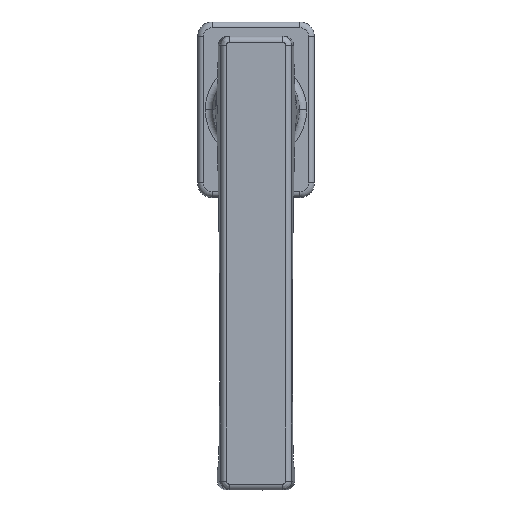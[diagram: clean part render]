
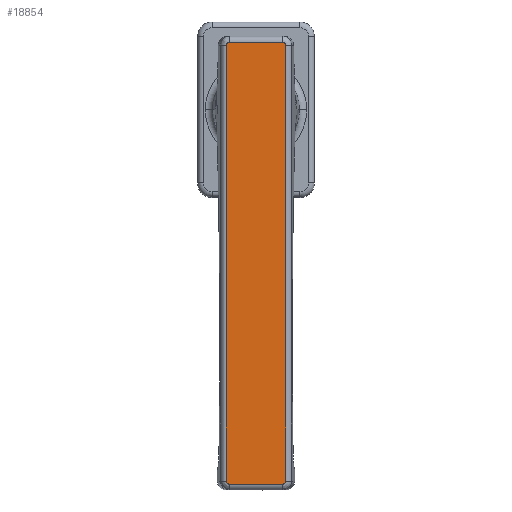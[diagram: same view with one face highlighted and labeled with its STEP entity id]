
A CAD part, top view. The second image highlights one B-rep face of the part: STEP entity #18854.
In plain terms, the highlighted face is planar.
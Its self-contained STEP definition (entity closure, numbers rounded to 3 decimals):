
#249 = EDGE_CURVE ( 'NONE', #18478, #18479, #16034, .T. ) ;
#250 = EDGE_CURVE ( 'NONE', #18477, #18478, #15809, .T. ) ;
#251 = EDGE_CURVE ( 'NONE', #18479, #18480, #15812, .T. ) ;
#252 = EDGE_CURVE ( 'NONE', #18480, #18481, #16033, .T. ) ;
#253 = EDGE_CURVE ( 'NONE', #18481, #18482, #15823, .T. ) ;
#254 = EDGE_CURVE ( 'NONE', #18482, #18483, #16035, .T. ) ;
#255 = EDGE_CURVE ( 'NONE', #18483, #18484, #15833, .T. ) ;
#256 = EDGE_CURVE ( 'NONE', #18484, #18477, #16036, .T. ) ;
#822 = CARTESIAN_POINT ( 'NONE',  ( -30., -128., -9.127 ) ) ;
#823 = CARTESIAN_POINT ( 'NONE',  ( -30., -128., 9.127 ) ) ;
#824 = CARTESIAN_POINT ( 'NONE',  ( -30., -127., 10.129 ) ) ;
#825 = CARTESIAN_POINT ( 'NONE',  ( -30., 22., 10.129 ) ) ;
#826 = CARTESIAN_POINT ( 'NONE',  ( -30., 23., 9.127 ) ) ;
#827 = CARTESIAN_POINT ( 'NONE',  ( -30., 23., -9.127 ) ) ;
#828 = CARTESIAN_POINT ( 'NONE',  ( -30., 22., -10.129 ) ) ;
#829 = CARTESIAN_POINT ( 'NONE',  ( -30., -127., -10.129 ) ) ;
#9662 = PLANE ( 'NONE',  #10144 ) ;
#9663 = CARTESIAN_POINT ( 'NONE',  ( -30., 25., 15. ) ) ;
#9664 = DIRECTION ( 'NONE',  ( 1., 0., 0. ) ) ;
#9665 = DIRECTION ( 'NONE',  ( 0., 1., 0. ) ) ;
#10140 = FACE_OUTER_BOUND ( 'NONE', #18055, .T. ) ;
#10144 = AXIS2_PLACEMENT_3D ( 'NONE', #9663, #9664, #9665 ) ;
#14681 = VECTOR ( 'NONE', #15811, 1000. ) ;
#14682 = VECTOR ( 'NONE', #15814, 1000. ) ;
#14684 = VECTOR ( 'NONE', #15825, 1000. ) ;
#14686 = VECTOR ( 'NONE', #15835, 1000. ) ;
#15804 = CARTESIAN_POINT ( 'NONE',  ( -30., -128., 9.127 ) ) ;
#15805 = CARTESIAN_POINT ( 'NONE',  ( -30., -128., 9.714 ) ) ;
#15806 = CARTESIAN_POINT ( 'NONE',  ( -30., -127.586, 10.129 ) ) ;
#15807 = CARTESIAN_POINT ( 'NONE',  ( -30., -127., 10.129 ) ) ;
#15808 = CARTESIAN_POINT ( 'NONE',  ( -30., 22., 10.129 ) ) ;
#15809 = LINE ( 'NONE', #15810, #14681 ) ;
#15810 = CARTESIAN_POINT ( 'NONE',  ( -30., -128., 15. ) ) ;
#15811 = DIRECTION ( 'NONE',  ( 0., 0., 1. ) ) ;
#15812 = LINE ( 'NONE', #15813, #14682 ) ;
#15813 = CARTESIAN_POINT ( 'NONE',  ( -30., 25., 10.129 ) ) ;
#15814 = DIRECTION ( 'NONE',  ( 0., 1., 0. ) ) ;
#15815 = CARTESIAN_POINT ( 'NONE',  ( -30., 22.264, 10.129 ) ) ;
#15816 = CARTESIAN_POINT ( 'NONE',  ( -30., 22.523, 10.02 ) ) ;
#15817 = CARTESIAN_POINT ( 'NONE',  ( -30., 22.8, 9.742 ) ) ;
#15818 = CARTESIAN_POINT ( 'NONE',  ( -30., 22.874, 9.631 ) ) ;
#15819 = CARTESIAN_POINT ( 'NONE',  ( -30., 22.974, 9.389 ) ) ;
#15820 = CARTESIAN_POINT ( 'NONE',  ( -30., 23., 9.259 ) ) ;
#15821 = CARTESIAN_POINT ( 'NONE',  ( -30., 23., 9.127 ) ) ;
#15822 = CARTESIAN_POINT ( 'NONE',  ( -30., 23., -9.127 ) ) ;
#15823 = LINE ( 'NONE', #15824, #14684 ) ;
#15824 = CARTESIAN_POINT ( 'NONE',  ( -30., 23., 15. ) ) ;
#15825 = DIRECTION ( 'NONE',  ( 0., 0., -1. ) ) ;
#15826 = CARTESIAN_POINT ( 'NONE',  ( -30., 23., -9.391 ) ) ;
#15827 = CARTESIAN_POINT ( 'NONE',  ( -30., 22.892, -9.65 ) ) ;
#15828 = CARTESIAN_POINT ( 'NONE',  ( -30., 22.615, -9.928 ) ) ;
#15829 = CARTESIAN_POINT ( 'NONE',  ( -30., 22.504, -10.002 ) ) ;
#15830 = CARTESIAN_POINT ( 'NONE',  ( -30., 22.262, -10.103 ) ) ;
#15831 = CARTESIAN_POINT ( 'NONE',  ( -30., 22.132, -10.129 ) ) ;
#15832 = CARTESIAN_POINT ( 'NONE',  ( -30., 22., -10.129 ) ) ;
#15833 = LINE ( 'NONE', #15834, #14686 ) ;
#15834 = CARTESIAN_POINT ( 'NONE',  ( -30., 25., -10.129 ) ) ;
#15835 = DIRECTION ( 'NONE',  ( 0., -1., 0. ) ) ;
#15836 = CARTESIAN_POINT ( 'NONE',  ( -30., -127., -10.129 ) ) ;
#15837 = CARTESIAN_POINT ( 'NONE',  ( -30., -127.586, -10.129 ) ) ;
#15838 = CARTESIAN_POINT ( 'NONE',  ( -30., -128., -9.714 ) ) ;
#15839 = CARTESIAN_POINT ( 'NONE',  ( -30., -128., -9.127 ) ) ;
#16033 = B_SPLINE_CURVE_WITH_KNOTS ( 'NONE', 3,
 ( #15808, #15815, #15816, #15817, #15818, #15819, #15820, #15821 ),
 .UNSPECIFIED., .F., .F.,
 ( 4, 2, 2, 4 ),
 ( 0., 0.001, 0.001, 0.002 ),
 .UNSPECIFIED. ) ;
#16034 =( BOUNDED_CURVE ( )  B_SPLINE_CURVE ( 3, ( #15804, #15805, #15806, #15807 ),
 .UNSPECIFIED., .F., .T. ) 
 B_SPLINE_CURVE_WITH_KNOTS ( ( 4, 4 ),
 ( 1.571, 3.142 ),
 .UNSPECIFIED. ) 
 CURVE ( )  GEOMETRIC_REPRESENTATION_ITEM ( )  RATIONAL_B_SPLINE_CURVE ( ( 1., 0.805, 0.805, 1. ) ) 
 REPRESENTATION_ITEM ( '' )  );
#16035 = B_SPLINE_CURVE_WITH_KNOTS ( 'NONE', 3,
 ( #15822, #15826, #15827, #15828, #15829, #15830, #15831, #15832 ),
 .UNSPECIFIED., .F., .F.,
 ( 4, 2, 2, 4 ),
 ( 0., 0.001, 0.001, 0.002 ),
 .UNSPECIFIED. ) ;
#16036 =( BOUNDED_CURVE ( )  B_SPLINE_CURVE ( 3, ( #15836, #15837, #15838, #15839 ),
 .UNSPECIFIED., .F., .T. ) 
 B_SPLINE_CURVE_WITH_KNOTS ( ( 4, 4 ),
 ( 0., 1.571 ),
 .UNSPECIFIED. ) 
 CURVE ( )  GEOMETRIC_REPRESENTATION_ITEM ( )  RATIONAL_B_SPLINE_CURVE ( ( 1., 0.805, 0.805, 1. ) ) 
 REPRESENTATION_ITEM ( '' )  );
#17173 = ORIENTED_EDGE ( 'NONE', *, *, #250, .T. ) ;
#17174 = ORIENTED_EDGE ( 'NONE', *, *, #251, .T. ) ;
#17175 = ORIENTED_EDGE ( 'NONE', *, *, #249, .T. ) ;
#17176 = ORIENTED_EDGE ( 'NONE', *, *, #252, .T. ) ;
#17177 = ORIENTED_EDGE ( 'NONE', *, *, #253, .T. ) ;
#17178 = ORIENTED_EDGE ( 'NONE', *, *, #254, .T. ) ;
#17179 = ORIENTED_EDGE ( 'NONE', *, *, #255, .T. ) ;
#17180 = ORIENTED_EDGE ( 'NONE', *, *, #256, .T. ) ;
#18055 = EDGE_LOOP ( 'NONE', ( #17173, #17175, #17174, #17176, #17177, #17178, #17179, #17180 ) ) ;
#18477 = VERTEX_POINT ( 'NONE', #822 ) ;
#18478 = VERTEX_POINT ( 'NONE', #823 ) ;
#18479 = VERTEX_POINT ( 'NONE', #824 ) ;
#18480 = VERTEX_POINT ( 'NONE', #825 ) ;
#18481 = VERTEX_POINT ( 'NONE', #826 ) ;
#18482 = VERTEX_POINT ( 'NONE', #827 ) ;
#18483 = VERTEX_POINT ( 'NONE', #828 ) ;
#18484 = VERTEX_POINT ( 'NONE', #829 ) ;
#18854 = ADVANCED_FACE ( 'NONE', ( #10140 ), #9662, .F. ) ;
